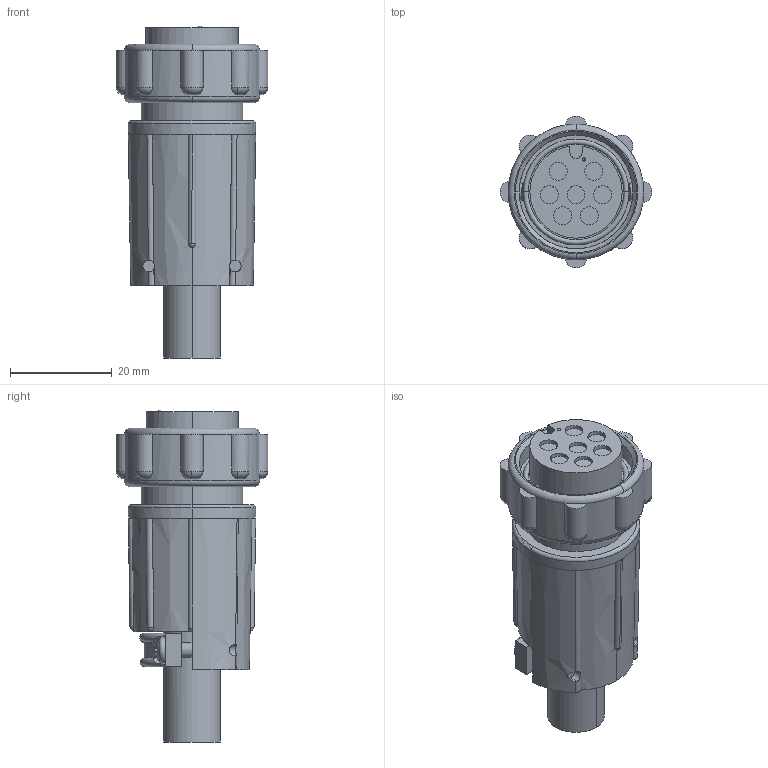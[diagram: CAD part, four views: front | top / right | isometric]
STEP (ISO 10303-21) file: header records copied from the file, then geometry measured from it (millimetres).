
FILE_DESCRIPTION (( 'STEP AP203' ), '1' );
FILE_NAME ('13182-7SG-321.STEP', '2015-11-18T20:41:57', ( '' ), ( '' ), 'SwSTEP 2.0', 'SolidWorks 2014', '' );
FILE_SCHEMA (( 'CONFIG_CONTROL_DESIGN' ));
Length unit declared in the file: inch
Products named in the file (1): 13182-7SG-321
Bounding box: 29.84 x 29.84 x 65.3 mm (x, y, z)
Volume: 22532.5 mm3; surface area: 7474.1 mm2
Topology: 1 solids, 1 shells, 236 faces, 605 edges, 386 vertices
Faces by surface type: plane 111, cylinder 78, torus 29, cone 9, sphere 9
Entity records: 8637 total; most frequent: CARTESIAN_POINT 2890, DIRECTION 1209, ORIENTED_EDGE 1200, EDGE_CURVE 600, AXIS2_PLACEMENT_3D 498, VERTEX_POINT 384, CIRCLE 261, EDGE_LOOP 258
